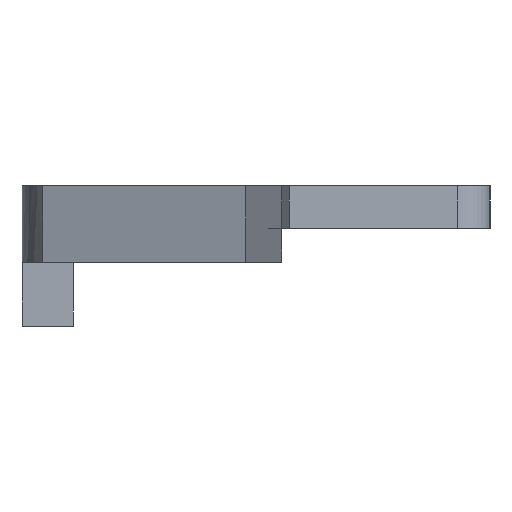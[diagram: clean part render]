
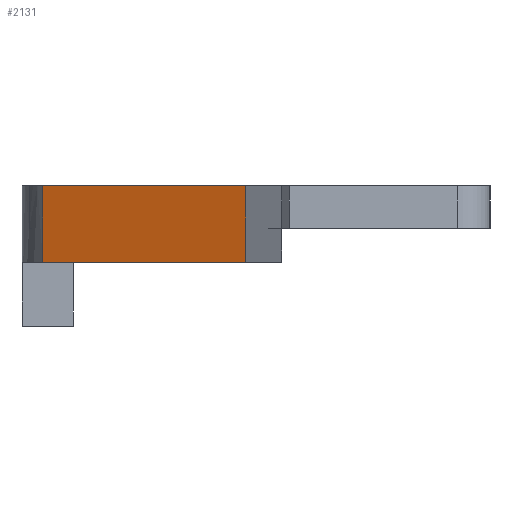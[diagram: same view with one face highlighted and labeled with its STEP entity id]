
A CAD part, left-side view. The second image highlights one B-rep face of the part: STEP entity #2131.
In plain terms, the highlighted planar face has unit normal (-0.941, 0.338, 0).
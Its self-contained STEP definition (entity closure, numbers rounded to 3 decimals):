
#189=CARTESIAN_POINT('',(-38.844,78.5,-22.55));
#190=VERTEX_POINT('',#189);
#198=CARTESIAN_POINT('',(-38.844,78.5,-11.775));
#199=VERTEX_POINT('',#198);
#200=CARTESIAN_POINT('',(-38.844,78.5,-22.55));
#201=DIRECTION('',(0.0,0.0,1.0));
#202=VECTOR('',#201,10.775);
#203=LINE('',#200,#202);
#204=EDGE_CURVE('',#190,#199,#203,.T.);
#294=CARTESIAN_POINT('',(-49.103,49.948,-11.775));
#295=VERTEX_POINT('',#294);
#296=CARTESIAN_POINT('',(-38.844,78.5,-11.775));
#297=DIRECTION('',(-0.338,-0.941,0.));
#298=VECTOR('',#297,30.339);
#299=LINE('',#296,#298);
#300=EDGE_CURVE('',#199,#295,#299,.T.);
#1584=CARTESIAN_POINT('',(-49.103,49.948,-22.55));
#1585=VERTEX_POINT('',#1584);
#1605=CARTESIAN_POINT('',(-49.103,49.948,-22.55));
#1606=DIRECTION('',(0.0,0.0,1.0));
#1607=VECTOR('',#1606,10.775);
#1608=LINE('',#1605,#1607);
#1609=EDGE_CURVE('',#1585,#295,#1608,.T.);
#2115=CARTESIAN_POINT('',(-49.103,49.948,-23.55));
#2116=DIRECTION('',(0.941,-0.338,0.));
#2117=DIRECTION('',(0.338,0.941,0.));
#2118=AXIS2_PLACEMENT_3D('',#2115,#2116,#2117);
#2119=PLANE('',#2118);
#2120=CARTESIAN_POINT('',(-49.103,49.948,-22.55));
#2121=DIRECTION('',(0.338,0.941,0.));
#2122=VECTOR('',#2121,30.339);
#2123=LINE('',#2120,#2122);
#2124=EDGE_CURVE('',#1585,#190,#2123,.T.);
#2125=ORIENTED_EDGE('',*,*,#2124,.F.);
#2126=ORIENTED_EDGE('',*,*,#1609,.T.);
#2127=ORIENTED_EDGE('',*,*,#300,.F.);
#2128=ORIENTED_EDGE('',*,*,#204,.F.);
#2129=EDGE_LOOP('',(#2125,#2126,#2127,#2128));
#2130=FACE_OUTER_BOUND('',#2129,.T.);
#2131=ADVANCED_FACE('',(#2130),#2119,.F.);
